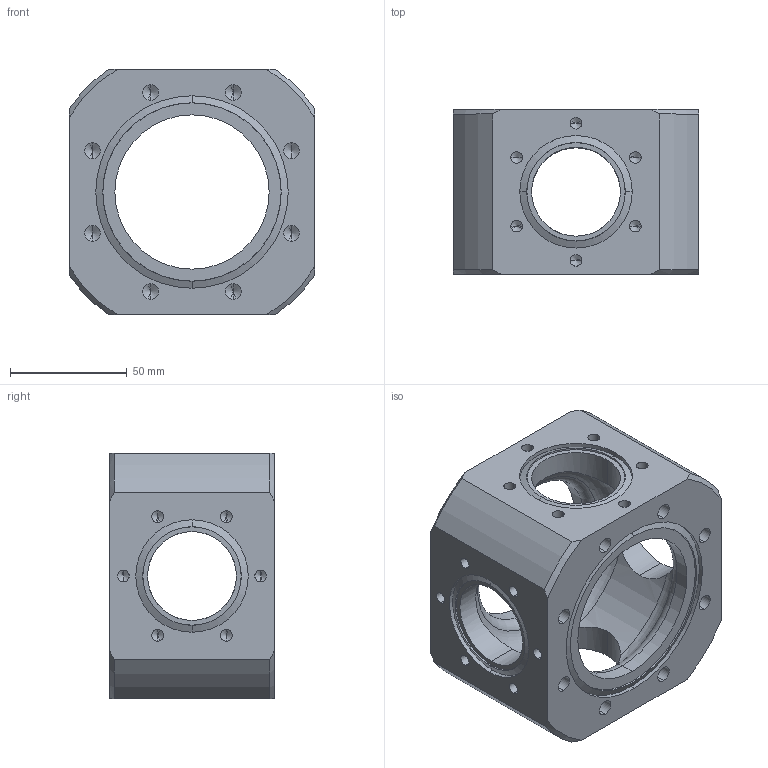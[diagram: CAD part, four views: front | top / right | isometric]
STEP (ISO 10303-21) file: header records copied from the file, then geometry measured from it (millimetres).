
FILE_DESCRIPTION (( 'STEP AP214' ), '1' );
FILE_NAME ('多面体-2CF63-4CF35.STEP', '2023-09-27T00:49:26', ( '' ), ( '' ), 'SwSTEP 2.0', 'SolidWorks 2020', '' );
FILE_SCHEMA (( 'AUTOMOTIVE_DESIGN' ));
Length unit declared in the file: millimetre
Products named in the file (1): 嗣醱极-2CF63-4CF35
Bounding box: 105 x 70.6 x 105 mm (x, y, z)
Volume: 327539.6 mm3; surface area: 67655.1 mm2
Topology: 1 solids, 1 shells, 244 faces, 608 edges, 328 vertices
Faces by surface type: cylinder 112, cone 112, plane 12, torus 8
Entity records: 7098 total; most frequent: CARTESIAN_POINT 1577, DIRECTION 1234, ORIENTED_EDGE 1056, EDGE_CURVE 528, AXIS2_PLACEMENT_3D 505, VERTEX_POINT 328, EDGE_LOOP 296, CIRCLE 260
